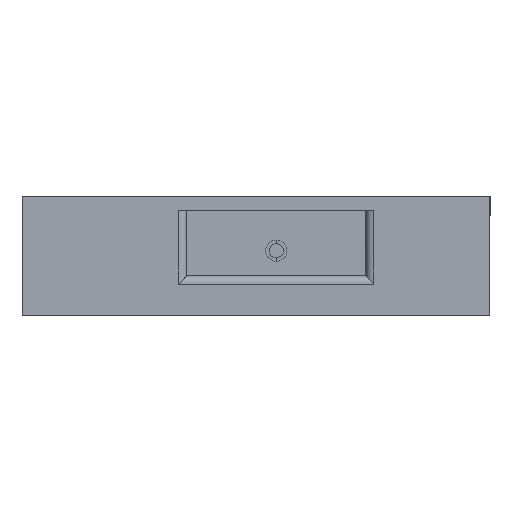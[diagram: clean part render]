
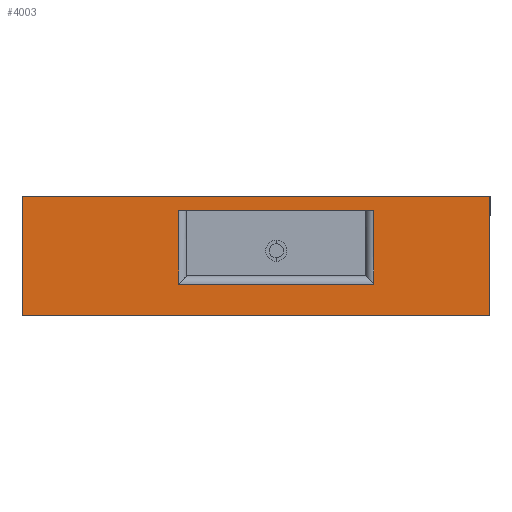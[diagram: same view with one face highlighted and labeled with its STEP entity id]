
A CAD part, left-side view. The second image highlights one B-rep face of the part: STEP entity #4003.
In plain terms, the highlighted planar face has unit normal (-1, 0, 0).
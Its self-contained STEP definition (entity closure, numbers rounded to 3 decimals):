
#334 = LINE ( 'NONE', #3732, #9584 ) ;
#638 = EDGE_CURVE ( 'NONE', #3943, #6236, #12938, .T. ) ;
#656 = DIRECTION ( 'NONE',  ( 0., 0., 1. ) ) ;
#773 = ORIENTED_EDGE ( 'NONE', *, *, #10151, .T. ) ;
#866 = FACE_OUTER_BOUND ( 'NONE', #4075, .T. ) ;
#1038 = ORIENTED_EDGE ( 'NONE', *, *, #13940, .F. ) ;
#1332 = ORIENTED_EDGE ( 'NONE', *, *, #6911, .T. ) ;
#1346 = VERTEX_POINT ( 'NONE', #11355 ) ;
#1459 = LINE ( 'NONE', #2563, #10498 ) ;
#1544 = LINE ( 'NONE', #10585, #5306 ) ;
#1860 = VERTEX_POINT ( 'NONE', #9219 ) ;
#2563 = CARTESIAN_POINT ( 'NONE',  ( -107.5, -57.5, 1.8 ) ) ;
#2821 = ORIENTED_EDGE ( 'NONE', *, *, #638, .T. ) ;
#2847 = VERTEX_POINT ( 'NONE', #10788 ) ;
#3183 = CARTESIAN_POINT ( 'NONE',  ( -107.5, -57.5, 7.81 ) ) ;
#3490 = CARTESIAN_POINT ( 'NONE',  ( -107.5, 57.5, 29.4 ) ) ;
#3732 = CARTESIAN_POINT ( 'NONE',  ( -107.5, 17., 25.8 ) ) ;
#3838 = DIRECTION ( 'NONE',  ( 0., 0., -1. ) ) ;
#3898 = CARTESIAN_POINT ( 'NONE',  ( -107.5, 18.99, 7.81 ) ) ;
#3926 = CARTESIAN_POINT ( 'NONE',  ( -107.5, -57.5, 29.4 ) ) ;
#3943 = VERTEX_POINT ( 'NONE', #4936 ) ;
#4003 = ADVANCED_FACE ( 'NONE', ( #866, #10924 ), #9831, .F. ) ;
#4075 = EDGE_LOOP ( 'NONE', ( #1332, #773, #4232, #2821 ) ) ;
#4232 = ORIENTED_EDGE ( 'NONE', *, *, #13446, .F. ) ;
#4537 = CARTESIAN_POINT ( 'NONE',  ( -107.5, -57.5, 0. ) ) ;
#4936 = CARTESIAN_POINT ( 'NONE',  ( -107.5, -57.5, 29.4 ) ) ;
#5236 = CARTESIAN_POINT ( 'NONE',  ( -107.5, 57.5, 1.8 ) ) ;
#5306 = VECTOR ( 'NONE', #3838, 1000. ) ;
#5450 = DIRECTION ( 'NONE',  ( 0., 0., -1. ) ) ;
#5656 = CARTESIAN_POINT ( 'NONE',  ( -107.5, -57.5, 0. ) ) ;
#6175 = EDGE_CURVE ( 'NONE', #1346, #13105, #12137, .T. ) ;
#6236 = VERTEX_POINT ( 'NONE', #3490 ) ;
#6747 = AXIS2_PLACEMENT_3D ( 'NONE', #14298, #10859, #5450 ) ;
#6911 = EDGE_CURVE ( 'NONE', #6236, #2847, #14149, .T. ) ;
#7051 = ORIENTED_EDGE ( 'NONE', *, *, #14291, .T. ) ;
#7127 = CARTESIAN_POINT ( 'NONE',  ( -107.5, 18.99, 25.8 ) ) ;
#7836 = LINE ( 'NONE', #4537, #9144 ) ;
#7907 = DIRECTION ( 'NONE',  ( 0., 0., -1. ) ) ;
#8067 = DIRECTION ( 'NONE',  ( 0., 0., -1. ) ) ;
#8204 = DIRECTION ( 'NONE',  ( 0., 1., 0. ) ) ;
#8730 = VECTOR ( 'NONE', #11037, 1000. ) ;
#9144 = VECTOR ( 'NONE', #9809, 1000. ) ;
#9219 = CARTESIAN_POINT ( 'NONE',  ( -107.5, -28.99, 25.8 ) ) ;
#9541 = LINE ( 'NONE', #10647, #14019 ) ;
#9542 = VERTEX_POINT ( 'NONE', #7127 ) ;
#9584 = VECTOR ( 'NONE', #8204, 1000. ) ;
#9809 = DIRECTION ( 'NONE',  ( 0., -1., 0. ) ) ;
#9831 = PLANE ( 'NONE',  #6747 ) ;
#10151 = EDGE_CURVE ( 'NONE', #2847, #11463, #7836, .T. ) ;
#10267 = EDGE_LOOP ( 'NONE', ( #1038, #10661, #11331, #7051 ) ) ;
#10498 = VECTOR ( 'NONE', #8067, 1000. ) ;
#10585 = CARTESIAN_POINT ( 'NONE',  ( -107.5, -28.99, 1.8 ) ) ;
#10601 = DIRECTION ( 'NONE',  ( 0., 1., 0. ) ) ;
#10647 = CARTESIAN_POINT ( 'NONE',  ( -107.5, 18.99, 1.8 ) ) ;
#10661 = ORIENTED_EDGE ( 'NONE', *, *, #11831, .T. ) ;
#10788 = CARTESIAN_POINT ( 'NONE',  ( -107.5, 57.5, 0. ) ) ;
#10859 = DIRECTION ( 'NONE',  ( 1., 0., 0. ) ) ;
#10924 = FACE_BOUND ( 'NONE', #10267, .T. ) ;
#11037 = DIRECTION ( 'NONE',  ( 0., 1., 0. ) ) ;
#11248 = VECTOR ( 'NONE', #10601, 1000. ) ;
#11331 = ORIENTED_EDGE ( 'NONE', *, *, #6175, .T. ) ;
#11355 = CARTESIAN_POINT ( 'NONE',  ( -107.5, -28.99, 7.81 ) ) ;
#11390 = VECTOR ( 'NONE', #7907, 1000. ) ;
#11463 = VERTEX_POINT ( 'NONE', #5656 ) ;
#11831 = EDGE_CURVE ( 'NONE', #1860, #1346, #1544, .T. ) ;
#12137 = LINE ( 'NONE', #3183, #8730 ) ;
#12938 = LINE ( 'NONE', #3926, #11248 ) ;
#13105 = VERTEX_POINT ( 'NONE', #3898 ) ;
#13446 = EDGE_CURVE ( 'NONE', #3943, #11463, #1459, .T. ) ;
#13940 = EDGE_CURVE ( 'NONE', #1860, #9542, #334, .T. ) ;
#14019 = VECTOR ( 'NONE', #656, 1000. ) ;
#14149 = LINE ( 'NONE', #5236, #11390 ) ;
#14291 = EDGE_CURVE ( 'NONE', #13105, #9542, #9541, .T. ) ;
#14298 = CARTESIAN_POINT ( 'NONE',  ( -107.5, -57.5, 1.8 ) ) ;
